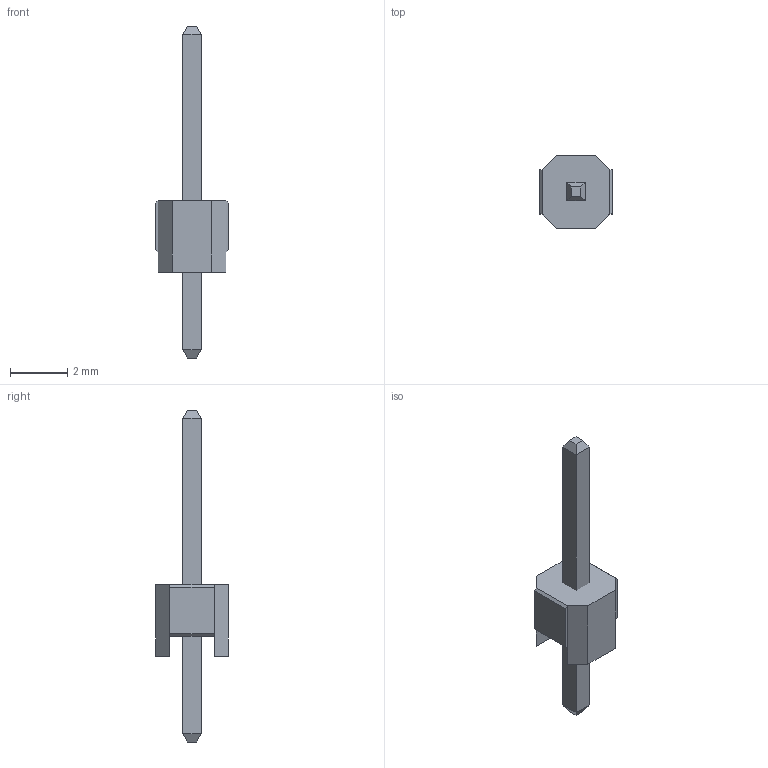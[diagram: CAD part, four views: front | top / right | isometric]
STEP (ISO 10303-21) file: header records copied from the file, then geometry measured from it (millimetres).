
FILE_DESCRIPTION(('STEP AP214'), '1');
FILE_NAME('DS1021-1x5SF11', '', ('UNSPECIFIED'), ('UNSPECIFIED'), 'ASCON STEP Converter 1.3', 'ASCON Math Kernel', '');
FILE_SCHEMA(('AUTOMOTIVE_DESIGN { 1 0 10303 214 3 1 1}'));
Length unit declared in the file: millimetre
Bounding box: 2.54 x 2.54 x 11.6 mm (x, y, z)
Volume: 16.5 mm3; surface area: 64.8 mm2
Topology: 2 solids, 2 shells, 36 faces, 76 edges, 44 vertices
Faces by surface type: plane 36
Entity records: 1258 total; most frequent: CARTESIAN_POINT 157, ORIENTED_EDGE 152, DIRECTION 150, EDGE_CURVE 76, LINE 76, VECTOR 76, VERTEX_POINT 44, COLOUR_RGB 38
